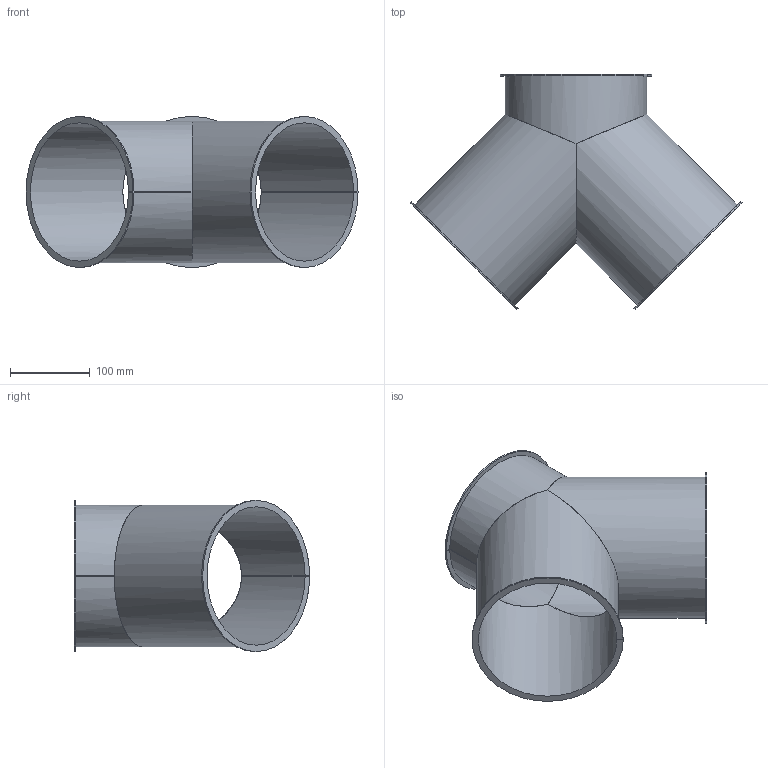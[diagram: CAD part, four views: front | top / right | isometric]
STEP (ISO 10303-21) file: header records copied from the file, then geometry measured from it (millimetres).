
FILE_DESCRIPTION(/* description */ (''),/* implementation_level */ '2;1');
FILE_NAME(/* name */ '4010008015706-Gabelstück NW 175 2x45°.stp',/* time_stamp */ '2016-04-06T16:25:52+02:00',/* author */ ('dpurucker'),/* organization */ (''),/* preprocessor_version */ 'ST-DEVELOPER v16.1',/* originating_system */ 'Autodesk Inventor 2016',/* authorisation */ '');
FILE_SCHEMA (('AUTOMOTIVE_DESIGN { 1 0 10303 214 3 1 1 }'));
Length unit declared in the file: millimetre
Products named in the file (4): Bauteil1; Bauteil2; Bauteil3; Gabelstück NW 175 2x45°
Assembly tree (3 placements, depth 2):
  Gabelstück NW 175 2x45°
    Bauteil1
    Bauteil2
    Bauteil3
Bounding box: 417.19 x 295.6 x 190 mm (x, y, z)
Volume: 445386.6 mm3; surface area: 454896.4 mm2
Topology: 3 solids, 3 shells, 36 faces, 87 edges, 54 vertices
Faces by surface type: plane 27, cylinder 9
Full cylindrical faces by diameter (mm): 174 x3
Entity records: 1164 total; most frequent: DIRECTION 203, CARTESIAN_POINT 184, ORIENTED_EDGE 180, EDGE_CURVE 87, AXIS2_PLACEMENT_3D 73, LINE 57, VECTOR 57, VERTEX_POINT 54
